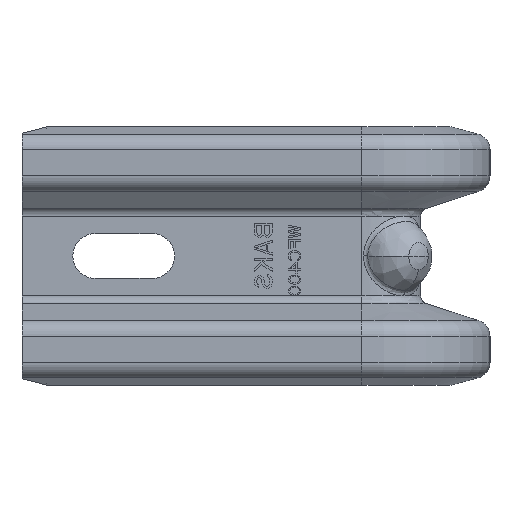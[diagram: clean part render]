
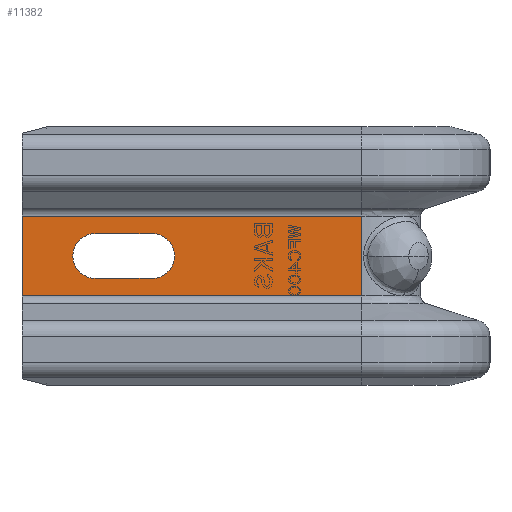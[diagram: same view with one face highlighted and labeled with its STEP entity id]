
A CAD part, left-side view. The second image highlights one B-rep face of the part: STEP entity #11382.
In plain terms, the highlighted planar face has unit normal (-1, 0, 0).
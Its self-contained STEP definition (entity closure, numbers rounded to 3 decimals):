
#2012=DIRECTION('',(0.,1.,0.));
#2013=VECTOR('',#2012,14.);
#2014=CARTESIAN_POINT('',(-457.,83.,5.5));
#2015=LINE('',#2014,#2013);
#2016=CARTESIAN_POINT('',(-457.,97.,0.));
#2017=DIRECTION('',(1.,0.,0.));
#2018=DIRECTION('',(0.,0.,-1.));
#2019=AXIS2_PLACEMENT_3D('',#2016,#2017,#2018);
#2021=DIRECTION('',(0.,-1.,0.));
#2022=VECTOR('',#2021,14.);
#2023=CARTESIAN_POINT('',(-457.,97.,-5.5));
#2024=LINE('',#2023,#2022);
#2025=CARTESIAN_POINT('',(-457.,83.,0.));
#2026=DIRECTION('',(1.,0.,0.));
#2027=DIRECTION('',(0.,0.,1.));
#2028=AXIS2_PLACEMENT_3D('',#2025,#2026,#2027);
#2030=DIRECTION('',(0.,0.,1.));
#2031=VECTOR('',#2030,19.6);
#2032=CARTESIAN_POINT('',(-457.,115.,-9.8));
#2033=LINE('',#2032,#2031);
#2034=DIRECTION('',(0.,0.,1.));
#2035=VECTOR('',#2034,19.6);
#2036=CARTESIAN_POINT('',(-457.,31.5,-9.8));
#2037=LINE('',#2036,#2035);
#2038=DIRECTION('',(0.,1.,0.));
#2039=VECTOR('',#2038,83.5);
#2040=CARTESIAN_POINT('',(-457.,31.5,-9.8));
#2041=LINE('',#2040,#2039);
#5478=DIRECTION('',(0.,1.,0.));
#5479=VECTOR('',#5478,83.5);
#5480=CARTESIAN_POINT('',(-457.,31.5,9.8));
#5481=LINE('',#5480,#5479);
#7403=CARTESIAN_POINT('',(-457.,31.5,-9.8));
#7404=VERTEX_POINT('',#7403);
#7405=CARTESIAN_POINT('',(-457.,31.5,9.8));
#7406=VERTEX_POINT('',#7405);
#7499=CARTESIAN_POINT('',(-457.,83.,5.5));
#7500=CARTESIAN_POINT('',(-457.,97.,5.5));
#7501=VERTEX_POINT('',#7499);
#7502=VERTEX_POINT('',#7500);
#7503=CARTESIAN_POINT('',(-457.,97.,-5.5));
#7504=VERTEX_POINT('',#7503);
#7505=CARTESIAN_POINT('',(-457.,83.,-5.5));
#7506=VERTEX_POINT('',#7505);
#9265=CARTESIAN_POINT('',(-457.,115.,-9.8));
#9266=VERTEX_POINT('',#9265);
#9267=CARTESIAN_POINT('',(-457.,115.,9.8));
#9268=VERTEX_POINT('',#9267);
#11359=CARTESIAN_POINT('',(-457.,31.5,-9.8));
#11360=DIRECTION('',(-1.,0.,0.));
#11361=DIRECTION('',(0.,0.,1.));
#11362=AXIS2_PLACEMENT_3D('',#11359,#11360,#11361);
#11363=PLANE('',#11362);
#11365=ORIENTED_EDGE('',*,*,#11364,.T.);
#11367=ORIENTED_EDGE('',*,*,#11366,.F.);
#11368=ORIENTED_EDGE('',*,*,#10009,.F.);
#11369=ORIENTED_EDGE('',*,*,#11351,.T.);
#11370=EDGE_LOOP('',(#11365,#11367,#11368,#11369));
#11371=FACE_OUTER_BOUND('',#11370,.F.);
#11373=ORIENTED_EDGE('',*,*,#11372,.T.);
#11375=ORIENTED_EDGE('',*,*,#11374,.F.);
#11377=ORIENTED_EDGE('',*,*,#11376,.T.);
#11379=ORIENTED_EDGE('',*,*,#11378,.F.);
#11380=EDGE_LOOP('',(#11373,#11375,#11377,#11379));
#11381=FACE_BOUND('',#11380,.F.);
#11382=ADVANCED_FACE('',(#11371,#11381),#11363,.T.);
#2020=CIRCLE('',#2019,5.5);
#2029=CIRCLE('',#2028,5.5);
#10009=EDGE_CURVE('',#7404,#7406,#2037,.T.);
#11351=EDGE_CURVE('',#7404,#9266,#2041,.T.);
#11364=EDGE_CURVE('',#9266,#9268,#2033,.T.);
#11366=EDGE_CURVE('',#7406,#9268,#5481,.T.);
#11372=EDGE_CURVE('',#7501,#7502,#2015,.T.);
#11374=EDGE_CURVE('',#7504,#7502,#2020,.T.);
#11376=EDGE_CURVE('',#7504,#7506,#2024,.T.);
#11378=EDGE_CURVE('',#7501,#7506,#2029,.T.);
